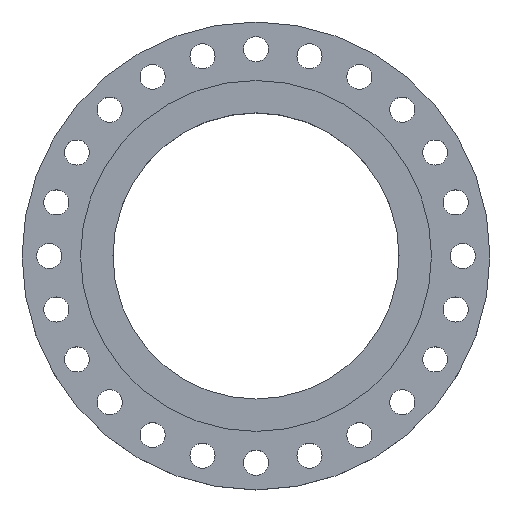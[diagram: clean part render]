
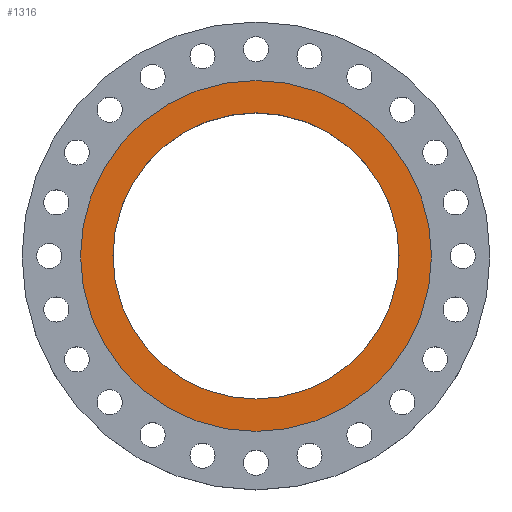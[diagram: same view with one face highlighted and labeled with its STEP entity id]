
A CAD part, top view. The second image highlights one B-rep face of the part: STEP entity #1316.
In plain terms, the highlighted planar face has unit normal (0, 0, 1).
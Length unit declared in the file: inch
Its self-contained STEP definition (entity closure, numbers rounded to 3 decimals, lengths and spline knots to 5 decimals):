
#31 = CARTESIAN_POINT ( 'NONE',  ( 10.5, 0., 0. ) ) ;
#36 = AXIS2_PLACEMENT_3D ( 'NONE', #1240, #1377, #1747 ) ;
#81 = DIRECTION ( 'NONE',  ( 0., 0., 1. ) ) ;
#171 = DIRECTION ( 'NONE',  ( -1., 0., 0. ) ) ;
#240 = VERTEX_POINT ( 'NONE', #31 ) ;
#272 = ORIENTED_EDGE ( 'NONE', *, *, #1592, .F. ) ;
#292 = ORIENTED_EDGE ( 'NONE', *, *, #1658, .T. ) ;
#297 = CARTESIAN_POINT ( 'NONE',  ( 0., 8.562, 0. ) ) ;
#348 = VERTEX_POINT ( 'NONE', #2129 ) ;
#362 = VERTEX_POINT ( 'NONE', #624 ) ;
#427 = CIRCLE ( 'NONE', #1451, 10.5 ) ;
#480 = CARTESIAN_POINT ( 'NONE',  ( -10.5, 0., 0. ) ) ;
#482 = CARTESIAN_POINT ( 'NONE',  ( 0., 0., 0. ) ) ;
#504 = AXIS2_PLACEMENT_3D ( 'NONE', #1795, #1291, #1109 ) ;
#596 = ORIENTED_EDGE ( 'NONE', *, *, #2075, .F. ) ;
#610 = CIRCLE ( 'NONE', #1456, 8.562 ) ;
#624 = CARTESIAN_POINT ( 'NONE',  ( -8.562, 0., 0. ) ) ;
#757 = AXIS2_PLACEMENT_3D ( 'NONE', #297, #1921, #171 ) ;
#827 = ORIENTED_EDGE ( 'NONE', *, *, #1409, .T. ) ;
#883 = FACE_BOUND ( 'NONE', #1315, .T. ) ;
#1109 = DIRECTION ( 'NONE',  ( 1., 0., 0. ) ) ;
#1183 = EDGE_LOOP ( 'NONE', ( #292, #827 ) ) ;
#1200 = VERTEX_POINT ( 'NONE', #480 ) ;
#1240 = CARTESIAN_POINT ( 'NONE',  ( 0., 0., 0. ) ) ;
#1291 = DIRECTION ( 'NONE',  ( 0., 0., 1. ) ) ;
#1315 = EDGE_LOOP ( 'NONE', ( #272, #596 ) ) ;
#1316 = ADVANCED_FACE ( 'NONE', ( #883, #1565 ), #2281, .F. ) ;
#1377 = DIRECTION ( 'NONE',  ( 0., 0., 1. ) ) ;
#1389 = DIRECTION ( 'NONE',  ( 0., 0., 1. ) ) ;
#1409 = EDGE_CURVE ( 'NONE', #1200, #240, #1485, .T. ) ;
#1451 = AXIS2_PLACEMENT_3D ( 'NONE', #482, #1389, #1584 ) ;
#1456 = AXIS2_PLACEMENT_3D ( 'NONE', #1704, #81, #1534 ) ;
#1485 = CIRCLE ( 'NONE', #504, 10.5 ) ;
#1534 = DIRECTION ( 'NONE',  ( 1., 0., 0. ) ) ;
#1565 = FACE_OUTER_BOUND ( 'NONE', #1183, .T. ) ;
#1584 = DIRECTION ( 'NONE',  ( 1., 0., 0. ) ) ;
#1592 = EDGE_CURVE ( 'NONE', #348, #362, #2076, .T. ) ;
#1658 = EDGE_CURVE ( 'NONE', #240, #1200, #427, .T. ) ;
#1704 = CARTESIAN_POINT ( 'NONE',  ( 0., 0., 0. ) ) ;
#1747 = DIRECTION ( 'NONE',  ( 1., 0., 0. ) ) ;
#1795 = CARTESIAN_POINT ( 'NONE',  ( 0., 0., 0. ) ) ;
#1921 = DIRECTION ( 'NONE',  ( 0., 0., -1. ) ) ;
#2075 = EDGE_CURVE ( 'NONE', #362, #348, #610, .T. ) ;
#2076 = CIRCLE ( 'NONE', #36, 8.562 ) ;
#2129 = CARTESIAN_POINT ( 'NONE',  ( 8.562, 0., 0. ) ) ;
#2281 = PLANE ( 'NONE',  #757 ) ;
